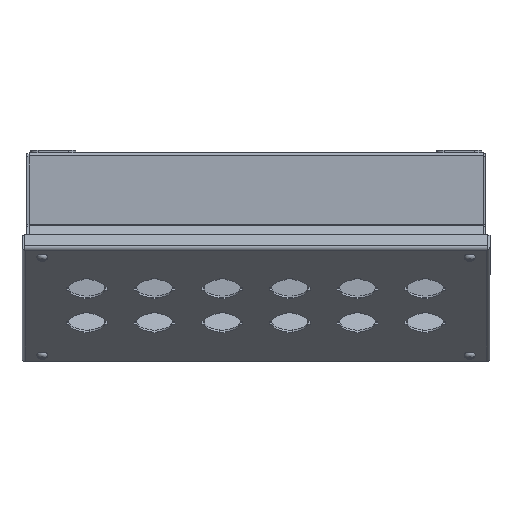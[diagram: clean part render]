
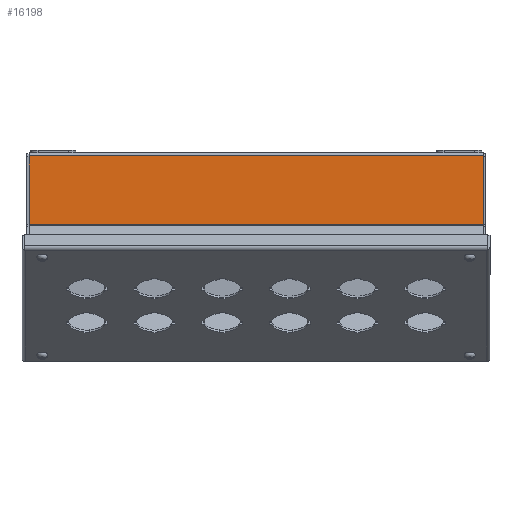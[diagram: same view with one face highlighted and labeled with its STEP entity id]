
A CAD part, top view. The second image highlights one B-rep face of the part: STEP entity #16198.
In plain terms, the highlighted planar face has unit normal (0, 0, 1).
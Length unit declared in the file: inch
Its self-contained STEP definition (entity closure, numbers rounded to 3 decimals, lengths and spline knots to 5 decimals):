
#480 = VERTEX_POINT ( 'NONE', #10758 ) ;
#2480 = CARTESIAN_POINT ( 'NONE',  ( -7.553, 2.48221, 3.38488 ) ) ;
#4241 = DIRECTION ( 'NONE',  ( 0., 1., 0. ) ) ;
#5168 = VERTEX_POINT ( 'NONE', #2480 ) ;
#5990 = EDGE_CURVE ( 'NONE', #480, #22387, #9840, .T. ) ;
#6460 = FACE_OUTER_BOUND ( 'NONE', #17099, .T. ) ;
#7842 = DIRECTION ( 'NONE',  ( 0., 1., 0. ) ) ;
#9091 = CARTESIAN_POINT ( 'NONE',  ( -7.553, 2.48221, 3.38488 ) ) ;
#9398 = ORIENTED_EDGE ( 'NONE', *, *, #14203, .F. ) ;
#9549 = VECTOR ( 'NONE', #4241, 39.37008 ) ;
#9565 = CARTESIAN_POINT ( 'NONE',  ( 7.553, -0.97229, 3.38488 ) ) ;
#9840 = LINE ( 'NONE', #9565, #22872 ) ;
#9901 = EDGE_CURVE ( 'NONE', #5168, #22387, #19519, .T. ) ;
#10073 = VERTEX_POINT ( 'NONE', #19064 ) ;
#10660 = CARTESIAN_POINT ( 'NONE',  ( 7.553, 2.48221, 3.38488 ) ) ;
#10758 = CARTESIAN_POINT ( 'NONE',  ( 7.553, 0.19386, 3.38488 ) ) ;
#10770 = DIRECTION ( 'NONE',  ( 0., 0., -1. ) ) ;
#12922 = DIRECTION ( 'NONE',  ( -1., 0., 0. ) ) ;
#13057 = PLANE ( 'NONE',  #14063 ) ;
#14063 = AXIS2_PLACEMENT_3D ( 'NONE', #19484, #10770, #12922 ) ;
#14203 = EDGE_CURVE ( 'NONE', #480, #10073, #28123, .T. ) ;
#14429 = ORIENTED_EDGE ( 'NONE', *, *, #26297, .F. ) ;
#15009 = CARTESIAN_POINT ( 'NONE',  ( -7.553, -3.72229, 3.38488 ) ) ;
#16198 = ADVANCED_FACE ( 'NONE', ( #6460 ), #13057, .F. ) ;
#16894 = ORIENTED_EDGE ( 'NONE', *, *, #9901, .F. ) ;
#17099 = EDGE_LOOP ( 'NONE', ( #16894, #14429, #9398, #25210 ) ) ;
#18203 = VECTOR ( 'NONE', #22224, 39.37008 ) ;
#19064 = CARTESIAN_POINT ( 'NONE',  ( -7.553, 0.19386, 3.38488 ) ) ;
#19273 = CARTESIAN_POINT ( 'NONE',  ( -7.553, 0.19386, 3.38488 ) ) ;
#19484 = CARTESIAN_POINT ( 'NONE',  ( -7.553, 2.59021, 3.38488 ) ) ;
#19519 = LINE ( 'NONE', #9091, #18203 ) ;
#19697 = DIRECTION ( 'NONE',  ( -1., 0., 0. ) ) ;
#22224 = DIRECTION ( 'NONE',  ( 1., 0., 0. ) ) ;
#22387 = VERTEX_POINT ( 'NONE', #10660 ) ;
#22872 = VECTOR ( 'NONE', #7842, 39.37008 ) ;
#23434 = LINE ( 'NONE', #15009, #9549 ) ;
#25210 = ORIENTED_EDGE ( 'NONE', *, *, #5990, .T. ) ;
#26297 = EDGE_CURVE ( 'NONE', #10073, #5168, #23434, .T. ) ;
#26910 = VECTOR ( 'NONE', #19697, 39.37008 ) ;
#28123 = LINE ( 'NONE', #19273, #26910 ) ;
